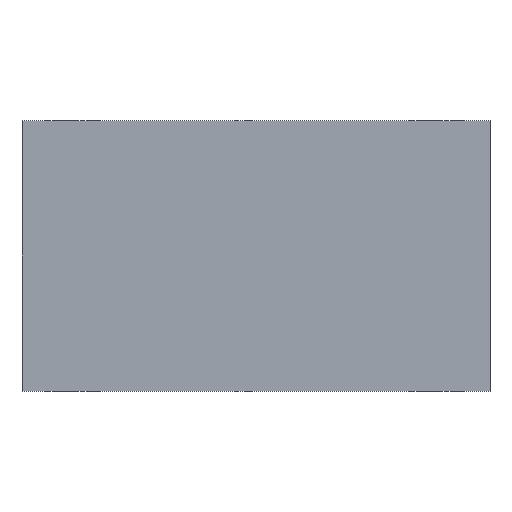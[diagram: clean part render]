
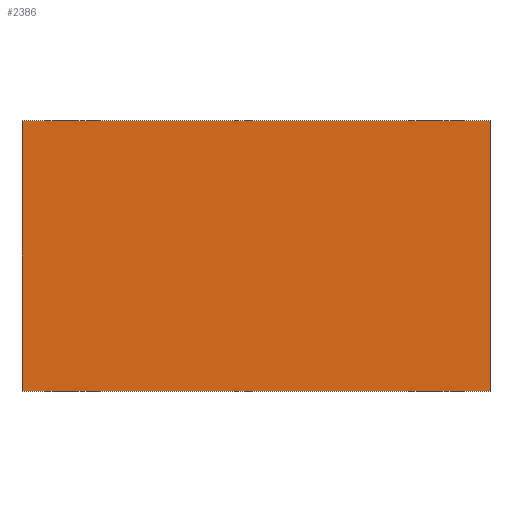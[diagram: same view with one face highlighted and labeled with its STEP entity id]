
A CAD part, front view. The second image highlights one B-rep face of the part: STEP entity #2386.
In plain terms, the highlighted planar face has unit normal (0, -1, 0).
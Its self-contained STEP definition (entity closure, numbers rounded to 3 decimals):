
#183=LINE('',#3575,#346);
#195=LINE('',#3616,#358);
#198=LINE('',#3909,#361);
#200=LINE('',#3918,#363);
#346=VECTOR('',#2855,1000.);
#358=VECTOR('',#2885,1000.);
#361=VECTOR('',#2936,1000.);
#363=VECTOR('',#2946,1000.);
#619=ORIENTED_EDGE('',*,*,#1285,.T.);
#620=ORIENTED_EDGE('',*,*,#1194,.F.);
#621=ORIENTED_EDGE('',*,*,#1280,.F.);
#622=ORIENTED_EDGE('',*,*,#1214,.T.);
#1194=EDGE_CURVE('',#1529,#1530,#183,.T.);
#1214=EDGE_CURVE('',#1550,#1549,#195,.T.);
#1280=EDGE_CURVE('',#1550,#1529,#198,.T.);
#1285=EDGE_CURVE('',#1549,#1530,#200,.T.);
#1529=VERTEX_POINT('',#3574);
#1530=VERTEX_POINT('',#3576);
#1549=VERTEX_POINT('',#3615);
#1550=VERTEX_POINT('',#3617);
#1882=EDGE_LOOP('',(#619,#620,#621,#622));
#2101=FACE_BOUND('',#1882,.T.);
#2295=PLANE('',#2589);
#2386=ADVANCED_FACE('',(#2101),#2295,.F.);
#2589=AXIS2_PLACEMENT_3D('',#3919,#2947,#2948);
#2855=DIRECTION('',(0.,0.,-1.));
#2885=DIRECTION('',(0.,0.,-1.));
#2936=DIRECTION('',(1.,0.,0.));
#2946=DIRECTION('',(1.,0.,0.));
#2947=DIRECTION('',(0.,1.,0.));
#2948=DIRECTION('',(0.,0.,1.));
#3574=CARTESIAN_POINT('',(22.5,0.,13.));
#3575=CARTESIAN_POINT('',(22.5,0.,13.));
#3576=CARTESIAN_POINT('',(22.5,0.,-13.));
#3615=CARTESIAN_POINT('',(-22.5,0.,-13.));
#3616=CARTESIAN_POINT('',(-22.5,0.,13.));
#3617=CARTESIAN_POINT('',(-22.5,0.,13.));
#3909=CARTESIAN_POINT('',(-22.5,0.,13.));
#3918=CARTESIAN_POINT('',(-22.5,0.,-13.));
#3919=CARTESIAN_POINT('',(-22.5,0.,13.));
